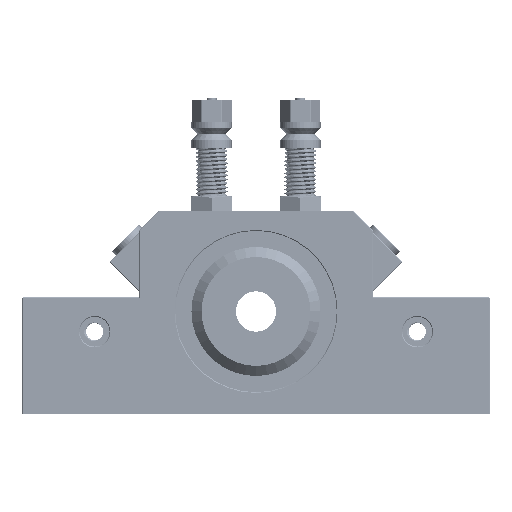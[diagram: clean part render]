
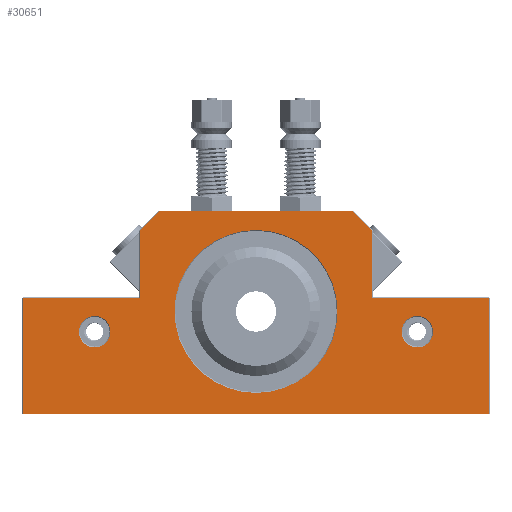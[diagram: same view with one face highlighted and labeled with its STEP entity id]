
A CAD part, front view. The second image highlights one B-rep face of the part: STEP entity #30651.
In plain terms, the highlighted planar face has unit normal (0, -1, 0).
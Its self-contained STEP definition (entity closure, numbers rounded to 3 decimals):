
#288=FACE_BOUND('',#3044,.T.);
#289=FACE_BOUND('',#3045,.T.);
#290=FACE_BOUND('',#3046,.T.);
#369=PLANE('',#32655);
#1256=FACE_OUTER_BOUND('',#3043,.T.);
#3043=EDGE_LOOP('',(#21001,#21002,#21003,#21004,#21005,#21006,#21007,#21008,
#21009,#21010));
#3044=EDGE_LOOP('',(#21011));
#3045=EDGE_LOOP('',(#21012));
#3046=EDGE_LOOP('',(#21013));
#4504=CIRCLE('',#32653,3.9);
#4506=CIRCLE('',#32656,3.9);
#4507=CIRCLE('',#32657,20.2);
#7957=LINE('',#56931,#9740);
#7958=LINE('',#56933,#9741);
#7959=LINE('',#56935,#9742);
#7960=LINE('',#56937,#9743);
#7961=LINE('',#56939,#9744);
#7962=LINE('',#56941,#9745);
#7963=LINE('',#56943,#9746);
#7964=LINE('',#56945,#9747);
#7965=LINE('',#56947,#9748);
#7966=LINE('',#56948,#9749);
#9740=VECTOR('',#35857,10.);
#9741=VECTOR('',#35858,10.);
#9742=VECTOR('',#35859,10.);
#9743=VECTOR('',#35860,10.);
#9744=VECTOR('',#35861,10.);
#9745=VECTOR('',#35862,10.);
#9746=VECTOR('',#35863,10.);
#9747=VECTOR('',#35864,10.);
#9748=VECTOR('',#35865,10.);
#9749=VECTOR('',#35866,10.);
#12104=VERTEX_POINT('',#56923);
#12106=VERTEX_POINT('',#56929);
#12107=VERTEX_POINT('',#56930);
#12108=VERTEX_POINT('',#56932);
#12109=VERTEX_POINT('',#56934);
#12110=VERTEX_POINT('',#56936);
#12111=VERTEX_POINT('',#56938);
#12112=VERTEX_POINT('',#56940);
#12113=VERTEX_POINT('',#56942);
#12114=VERTEX_POINT('',#56944);
#12115=VERTEX_POINT('',#56946);
#12116=VERTEX_POINT('',#56949);
#12117=VERTEX_POINT('',#56951);
#15687=EDGE_CURVE('',#12104,#12104,#4504,.T.);
#15690=EDGE_CURVE('',#12106,#12107,#7957,.T.);
#15691=EDGE_CURVE('',#12108,#12106,#7958,.T.);
#15692=EDGE_CURVE('',#12109,#12108,#7959,.T.);
#15693=EDGE_CURVE('',#12110,#12109,#7960,.T.);
#15694=EDGE_CURVE('',#12111,#12110,#7961,.T.);
#15695=EDGE_CURVE('',#12112,#12111,#7962,.T.);
#15696=EDGE_CURVE('',#12113,#12112,#7963,.T.);
#15697=EDGE_CURVE('',#12114,#12113,#7964,.T.);
#15698=EDGE_CURVE('',#12115,#12114,#7965,.T.);
#15699=EDGE_CURVE('',#12107,#12115,#7966,.T.);
#15700=EDGE_CURVE('',#12116,#12116,#4506,.T.);
#15701=EDGE_CURVE('',#12117,#12117,#4507,.T.);
#21001=ORIENTED_EDGE('',*,*,#15690,.F.);
#21002=ORIENTED_EDGE('',*,*,#15691,.F.);
#21003=ORIENTED_EDGE('',*,*,#15692,.F.);
#21004=ORIENTED_EDGE('',*,*,#15693,.F.);
#21005=ORIENTED_EDGE('',*,*,#15694,.F.);
#21006=ORIENTED_EDGE('',*,*,#15695,.F.);
#21007=ORIENTED_EDGE('',*,*,#15696,.F.);
#21008=ORIENTED_EDGE('',*,*,#15697,.F.);
#21009=ORIENTED_EDGE('',*,*,#15698,.F.);
#21010=ORIENTED_EDGE('',*,*,#15699,.F.);
#21011=ORIENTED_EDGE('',*,*,#15700,.F.);
#21012=ORIENTED_EDGE('',*,*,#15701,.F.);
#21013=ORIENTED_EDGE('',*,*,#15687,.F.);
#30651=ADVANCED_FACE('',(#1256,#288,#289,#290),#369,.F.);
#32653=AXIS2_PLACEMENT_3D('',#56924,#35850,#35851);
#32655=AXIS2_PLACEMENT_3D('',#56928,#35855,#35856);
#32656=AXIS2_PLACEMENT_3D('',#56950,#35867,#35868);
#32657=AXIS2_PLACEMENT_3D('',#56952,#35869,#35870);
#35850=DIRECTION('center_axis',(0.,-1.,0.));
#35851=DIRECTION('ref_axis',(1.,0.,0.));
#35855=DIRECTION('center_axis',(0.,1.,0.));
#35856=DIRECTION('ref_axis',(1.,0.,0.));
#35857=DIRECTION('',(1.,0.,0.));
#35858=DIRECTION('',(0.,0.,1.));
#35859=DIRECTION('',(-1.,0.,0.));
#35860=DIRECTION('',(0.,0.,-1.));
#35861=DIRECTION('',(1.,0.,0.));
#35862=DIRECTION('',(0.,0.,-1.));
#35863=DIRECTION('',(0.707,0.,-0.707));
#35864=DIRECTION('',(1.,0.,0.));
#35865=DIRECTION('',(0.707,0.,0.707));
#35866=DIRECTION('',(0.,0.,1.));
#35867=DIRECTION('center_axis',(0.,-1.,0.));
#35868=DIRECTION('ref_axis',(1.,0.,0.));
#35869=DIRECTION('center_axis',(0.,-1.,0.));
#35870=DIRECTION('ref_axis',(1.,0.,0.));
#56923=CARTESIAN_POINT('',(94.1,0.,20.5));
#56924=CARTESIAN_POINT('Origin',(98.,0.,20.5));
#56928=CARTESIAN_POINT('Origin',(58.,0.,25.25));
#56929=CARTESIAN_POINT('',(0.2,0.,28.8));
#56930=CARTESIAN_POINT('',(29.2,0.,28.8));
#56931=CARTESIAN_POINT('',(29.,0.,28.8));
#56932=CARTESIAN_POINT('',(0.2,0.,0.2));
#56933=CARTESIAN_POINT('',(0.2,0.,12.625));
#56934=CARTESIAN_POINT('',(115.8,0.,0.2));
#56935=CARTESIAN_POINT('',(87.,0.,0.2));
#56936=CARTESIAN_POINT('',(115.8,0.,28.8));
#56937=CARTESIAN_POINT('',(115.8,0.,27.125));
#56938=CARTESIAN_POINT('',(86.8,0.,28.8));
#56939=CARTESIAN_POINT('',(72.5,0.,28.8));
#56940=CARTESIAN_POINT('',(86.8,0.,45.417));
#56941=CARTESIAN_POINT('',(86.8,0.,37.875));
#56942=CARTESIAN_POINT('',(81.917,0.,50.3));
#56943=CARTESIAN_POINT('',(83.421,0.,48.796));
#56944=CARTESIAN_POINT('',(34.083,0.,50.3));
#56945=CARTESIAN_POINT('',(43.5,0.,50.3));
#56946=CARTESIAN_POINT('',(29.2,0.,45.417));
#56947=CARTESIAN_POINT('',(32.579,0.,48.796));
#56948=CARTESIAN_POINT('',(29.2,0.,27.125));
#56949=CARTESIAN_POINT('',(14.1,0.,20.5));
#56950=CARTESIAN_POINT('Origin',(18.,0.,20.5));
#56951=CARTESIAN_POINT('',(37.8,0.,25.5));
#56952=CARTESIAN_POINT('Origin',(58.,0.,25.5));
